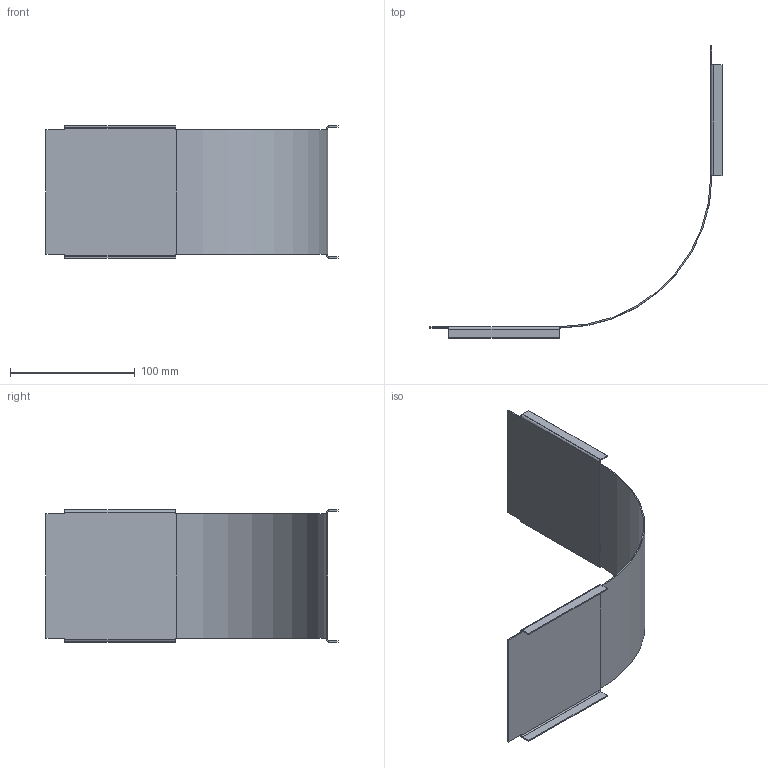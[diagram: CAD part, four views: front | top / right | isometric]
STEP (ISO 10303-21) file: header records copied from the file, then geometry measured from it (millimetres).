
FILE_DESCRIPTION((''),'2;1');
FILE_NAME('7131508','2012-09-24T',('AndreasKeweloh'),(''),'PRO/ENGINEER BY PARAMETRIC TECHNOLOGY CORPORATION, 2012230','PRO/ENGINEER BY PARAMETRIC TECHNOLOGY CORPORATION, 2012230','');
FILE_SCHEMA(('CONFIG_CONTROL_DESIGN'));
Length unit declared in the file: millimetre
Products named in the file (1): 7131508
Bounding box: 234.36 x 234.36 x 106 mm (x, y, z)
Volume: 43697 mm3; surface area: 88477.2 mm2
Topology: 1 solids, 1 shells, 62 faces, 140 edges, 80 vertices
Faces by surface type: plane 52, cylinder 10
Entity records: 1702 total; most frequent: DIRECTION 284, CARTESIAN_POINT 282, ORIENTED_EDGE 280, EDGE_CURVE 140, VECTOR 120, LINE 120, AXIS2_PLACEMENT_3D 82, VERTEX_POINT 80
